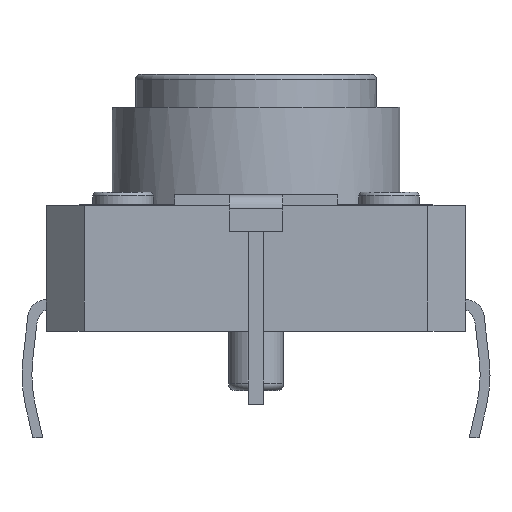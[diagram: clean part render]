
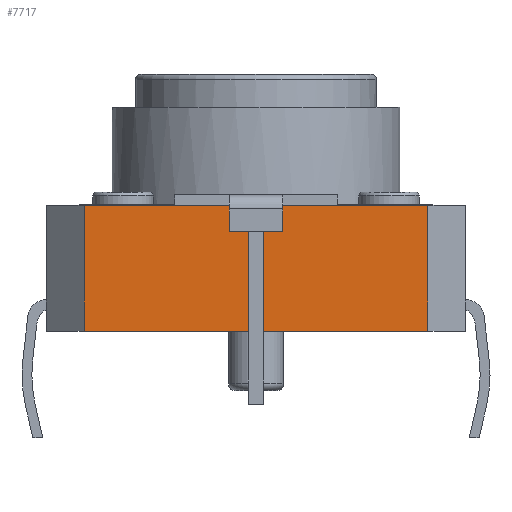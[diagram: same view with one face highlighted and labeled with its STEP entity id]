
A CAD part, front view. The second image highlights one B-rep face of the part: STEP entity #7717.
In plain terms, the highlighted planar face has unit normal (0, -1, 0).
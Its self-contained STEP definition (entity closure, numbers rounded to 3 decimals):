
#405=PLANE('',#8122);
#725=LINE('',#9929,#1123);
#726=LINE('',#9932,#1124);
#727=LINE('',#9934,#1125);
#728=LINE('',#9936,#1126);
#1123=VECTOR('',#8671,1000.);
#1124=VECTOR('',#8672,1000.);
#1125=VECTOR('',#8673,1000.);
#1126=VECTOR('',#8674,1000.);
#1582=ORIENTED_EDGE('',*,*,#3224,.F.);
#1583=ORIENTED_EDGE('',*,*,#3225,.T.);
#1584=ORIENTED_EDGE('',*,*,#3226,.T.);
#1585=ORIENTED_EDGE('',*,*,#3227,.T.);
#3224=EDGE_CURVE('',#4044,#4045,#725,.T.);
#3225=EDGE_CURVE('',#4044,#4046,#726,.T.);
#3226=EDGE_CURVE('',#4046,#4047,#727,.T.);
#3227=EDGE_CURVE('',#4047,#4045,#728,.T.);
#4044=VERTEX_POINT('',#9930);
#4045=VERTEX_POINT('',#9931);
#4046=VERTEX_POINT('',#9933);
#4047=VERTEX_POINT('',#9935);
#4615=EDGE_LOOP('',(#1582,#1583,#1584,#1585));
#5007=FACE_BOUND('',#4615,.T.);
#7717=ADVANCED_FACE('',(#5007),#405,.T.);
#8122=AXIS2_PLACEMENT_3D('',#9928,#8669,#8670);
#8669=DIRECTION('',(0.,-1.,0.));
#8670=DIRECTION('',(0.,0.,-1.));
#8671=DIRECTION('',(-1.,0.,0.));
#8672=DIRECTION('',(0.,0.,1.));
#8673=DIRECTION('',(-1.,0.,0.));
#8674=DIRECTION('',(0.,0.,-1.));
#9928=CARTESIAN_POINT('',(6.007,-6.007,3.607));
#9929=CARTESIAN_POINT('',(6.007,-6.007,0.));
#9930=CARTESIAN_POINT('',(4.928,-6.007,0.));
#9931=CARTESIAN_POINT('',(-4.928,-6.007,0.));
#9932=CARTESIAN_POINT('',(4.928,-6.007,3.607));
#9933=CARTESIAN_POINT('',(4.928,-6.007,3.607));
#9934=CARTESIAN_POINT('',(6.007,-6.007,3.607));
#9935=CARTESIAN_POINT('',(-4.928,-6.007,3.607));
#9936=CARTESIAN_POINT('',(-4.928,-6.007,3.607));
